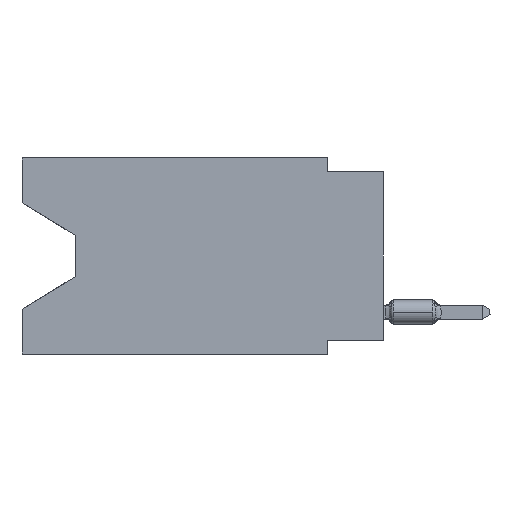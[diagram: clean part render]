
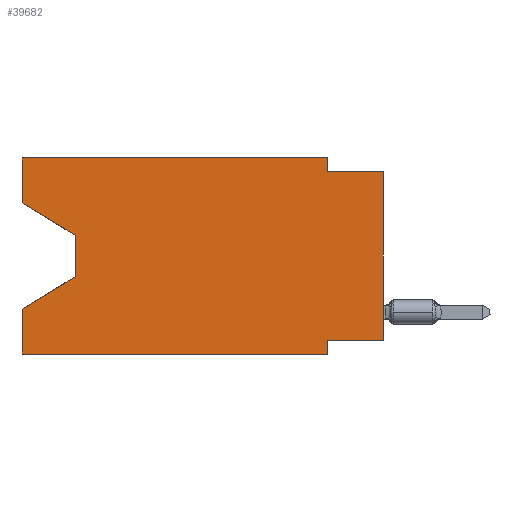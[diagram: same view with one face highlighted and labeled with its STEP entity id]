
A CAD part, left-side view. The second image highlights one B-rep face of the part: STEP entity #39682.
In plain terms, the highlighted planar face has unit normal (-1, 0, 0).
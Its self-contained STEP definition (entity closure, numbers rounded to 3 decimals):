
#1065 = CARTESIAN_POINT ( 'NONE',  ( 0., 16.383, 0. ) ) ;
#1764 = VERTEX_POINT ( 'NONE', #2391 ) ;
#2126 = CARTESIAN_POINT ( 'NONE',  ( 0., 0., -0.635 ) ) ;
#2301 = VECTOR ( 'NONE', #15388, 1000. ) ;
#2391 = CARTESIAN_POINT ( 'NONE',  ( 0., 2.54, -8.255 ) ) ;
#2827 = CARTESIAN_POINT ( 'NONE',  ( 0., 13.97, -3.505 ) ) ;
#3123 = CARTESIAN_POINT ( 'NONE',  ( 0., 0., -0.635 ) ) ;
#3322 = DIRECTION ( 'NONE',  ( 0., 0., 1. ) ) ;
#3463 = CARTESIAN_POINT ( 'NONE',  ( 0., 13.97, -5.385 ) ) ;
#4230 = EDGE_LOOP ( 'NONE', ( #49050, #35473, #37649, #34717, #13143, #35990, #40358, #22596, #33408, #33504, #11804, #19643 ) ) ;
#4708 = LINE ( 'NONE', #17500, #9223 ) ;
#5835 = VERTEX_POINT ( 'NONE', #3123 ) ;
#5997 = AXIS2_PLACEMENT_3D ( 'NONE', #1065, #16503, #20770 ) ;
#6907 = CARTESIAN_POINT ( 'NONE',  ( 0., 16.383, 0. ) ) ;
#8178 = VECTOR ( 'NONE', #3322, 1000. ) ;
#8591 = LINE ( 'NONE', #12583, #28841 ) ;
#9223 = VECTOR ( 'NONE', #20442, 1000. ) ;
#9414 = EDGE_CURVE ( 'NONE', #15287, #38423, #39838, .T. ) ;
#10382 = CARTESIAN_POINT ( 'NONE',  ( 0., 13.97, -5.385 ) ) ;
#10912 = DIRECTION ( 'NONE',  ( 0., 1., 0. ) ) ;
#11395 = LINE ( 'NONE', #51915, #2301 ) ;
#11546 = LINE ( 'NONE', #39040, #14186 ) ;
#11804 = ORIENTED_EDGE ( 'NONE', *, *, #24299, .F. ) ;
#12022 = VECTOR ( 'NONE', #33600, 1000. ) ;
#12583 = CARTESIAN_POINT ( 'NONE',  ( 0., 0., 0. ) ) ;
#13056 = CARTESIAN_POINT ( 'NONE',  ( 0., 16.383, 0. ) ) ;
#13105 = DIRECTION ( 'NONE',  ( 0., 0., 1. ) ) ;
#13143 = ORIENTED_EDGE ( 'NONE', *, *, #36193, .T. ) ;
#13596 = PLANE ( 'NONE',  #5997 ) ;
#14186 = VECTOR ( 'NONE', #19010, 1000. ) ;
#15169 = DIRECTION ( 'NONE',  ( 0., -0.855, -0.519 ) ) ;
#15287 = VERTEX_POINT ( 'NONE', #30980 ) ;
#15388 = DIRECTION ( 'NONE',  ( 0., -1., 0. ) ) ;
#16256 = CARTESIAN_POINT ( 'NONE',  ( 0., 2.54, -8.89 ) ) ;
#16503 = DIRECTION ( 'NONE',  ( 1., 0., 0. ) ) ;
#17192 = CARTESIAN_POINT ( 'NONE',  ( 0., 16.383, -2.038 ) ) ;
#17500 = CARTESIAN_POINT ( 'NONE',  ( 0., 2.54, -8.89 ) ) ;
#17836 = DIRECTION ( 'NONE',  ( 0., 0.855, -0.519 ) ) ;
#18248 = VECTOR ( 'NONE', #26685, 1000. ) ;
#19010 = DIRECTION ( 'NONE',  ( 0., 0., -1. ) ) ;
#19061 = DIRECTION ( 'NONE',  ( 0., 0., -1. ) ) ;
#19643 = ORIENTED_EDGE ( 'NONE', *, *, #27308, .F. ) ;
#20272 = VERTEX_POINT ( 'NONE', #46135 ) ;
#20442 = DIRECTION ( 'NONE',  ( 0., 0., -1. ) ) ;
#20770 = DIRECTION ( 'NONE',  ( 0., 0., -1. ) ) ;
#21319 = FACE_OUTER_BOUND ( 'NONE', #4230, .T. ) ;
#22358 = VECTOR ( 'NONE', #19061, 1000. ) ;
#22596 = ORIENTED_EDGE ( 'NONE', *, *, #38109, .T. ) ;
#22646 = VECTOR ( 'NONE', #10912, 1000. ) ;
#23427 = VERTEX_POINT ( 'NONE', #17192 ) ;
#24299 = EDGE_CURVE ( 'NONE', #24693, #45283, #49577, .T. ) ;
#24420 = EDGE_CURVE ( 'NONE', #36473, #5835, #34646, .T. ) ;
#24693 = VERTEX_POINT ( 'NONE', #6907 ) ;
#26432 = LINE ( 'NONE', #42155, #18248 ) ;
#26685 = DIRECTION ( 'NONE',  ( 0., 0., 1. ) ) ;
#27308 = EDGE_CURVE ( 'NONE', #23427, #24693, #26432, .T. ) ;
#27374 = VECTOR ( 'NONE', #38384, 1000. ) ;
#28841 = VECTOR ( 'NONE', #13105, 1000. ) ;
#29314 = CARTESIAN_POINT ( 'NONE',  ( 0., 2.54, 0. ) ) ;
#29970 = CARTESIAN_POINT ( 'NONE',  ( 0., 2.54, -0.635 ) ) ;
#30980 = CARTESIAN_POINT ( 'NONE',  ( 0., 16.383, -8.89 ) ) ;
#31538 = EDGE_CURVE ( 'NONE', #20272, #1764, #35688, .T. ) ;
#33408 = ORIENTED_EDGE ( 'NONE', *, *, #24420, .F. ) ;
#33504 = ORIENTED_EDGE ( 'NONE', *, *, #35536, .F. ) ;
#33600 = DIRECTION ( 'NONE',  ( 0., -1., 0. ) ) ;
#34646 = LINE ( 'NONE', #2126, #27374 ) ;
#34717 = ORIENTED_EDGE ( 'NONE', *, *, #9414, .F. ) ;
#34897 = LINE ( 'NONE', #10382, #49561 ) ;
#35473 = ORIENTED_EDGE ( 'NONE', *, *, #51113, .T. ) ;
#35536 = EDGE_CURVE ( 'NONE', #45283, #36473, #11546, .T. ) ;
#35688 = LINE ( 'NONE', #43941, #22646 ) ;
#35990 = ORIENTED_EDGE ( 'NONE', *, *, #44421, .F. ) ;
#36096 = VERTEX_POINT ( 'NONE', #16256 ) ;
#36193 = EDGE_CURVE ( 'NONE', #15287, #36096, #11395, .T. ) ;
#36473 = VERTEX_POINT ( 'NONE', #29970 ) ;
#37649 = ORIENTED_EDGE ( 'NONE', *, *, #50451, .T. ) ;
#38109 = EDGE_CURVE ( 'NONE', #20272, #5835, #8591, .T. ) ;
#38384 = DIRECTION ( 'NONE',  ( 0., -1., 0. ) ) ;
#38423 = VERTEX_POINT ( 'NONE', #49303 ) ;
#39040 = CARTESIAN_POINT ( 'NONE',  ( 0., 2.54, 0. ) ) ;
#39351 = LINE ( 'NONE', #2827, #22358 ) ;
#39682 = ADVANCED_FACE ( 'NONE', ( #21319 ), #13596, .F. ) ;
#39838 = LINE ( 'NONE', #48373, #8178 ) ;
#39971 = LINE ( 'NONE', #52489, #42660 ) ;
#40358 = ORIENTED_EDGE ( 'NONE', *, *, #31538, .F. ) ;
#42155 = CARTESIAN_POINT ( 'NONE',  ( 0., 16.383, 0. ) ) ;
#42660 = VECTOR ( 'NONE', #15169, 1000. ) ;
#43047 = CARTESIAN_POINT ( 'NONE',  ( 0., 13.97, -3.505 ) ) ;
#43941 = CARTESIAN_POINT ( 'NONE',  ( 0., 0., -8.255 ) ) ;
#44421 = EDGE_CURVE ( 'NONE', #1764, #36096, #4708, .T. ) ;
#45283 = VERTEX_POINT ( 'NONE', #29314 ) ;
#46135 = CARTESIAN_POINT ( 'NONE',  ( 0., 0., -8.255 ) ) ;
#48373 = CARTESIAN_POINT ( 'NONE',  ( 0., 16.383, 0. ) ) ;
#48941 = EDGE_CURVE ( 'NONE', #23427, #52154, #39971, .T. ) ;
#49050 = ORIENTED_EDGE ( 'NONE', *, *, #48941, .T. ) ;
#49303 = CARTESIAN_POINT ( 'NONE',  ( 0., 16.383, -6.852 ) ) ;
#49561 = VECTOR ( 'NONE', #17836, 1000. ) ;
#49577 = LINE ( 'NONE', #13056, #12022 ) ;
#50290 = VERTEX_POINT ( 'NONE', #3463 ) ;
#50451 = EDGE_CURVE ( 'NONE', #50290, #38423, #34897, .T. ) ;
#51113 = EDGE_CURVE ( 'NONE', #52154, #50290, #39351, .T. ) ;
#51915 = CARTESIAN_POINT ( 'NONE',  ( 0., 16.383, -8.89 ) ) ;
#52154 = VERTEX_POINT ( 'NONE', #43047 ) ;
#52489 = CARTESIAN_POINT ( 'NONE',  ( 0., 16.383, -2.038 ) ) ;
